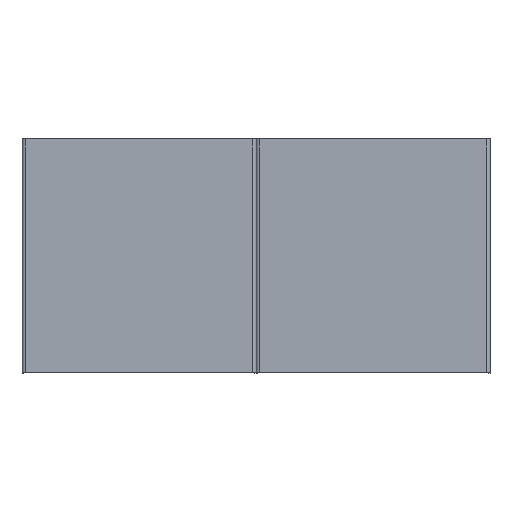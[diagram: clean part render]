
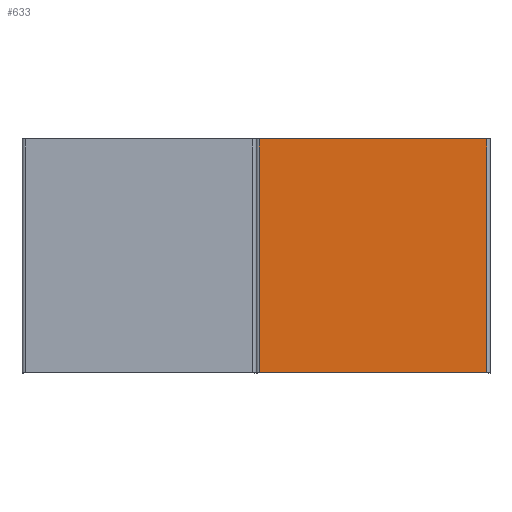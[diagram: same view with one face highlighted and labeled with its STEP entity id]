
A CAD part, top view. The second image highlights one B-rep face of the part: STEP entity #633.
In plain terms, the highlighted planar face has unit normal (0, 0, 1).
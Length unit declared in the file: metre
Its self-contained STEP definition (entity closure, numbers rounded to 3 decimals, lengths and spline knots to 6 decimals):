
#74=ORIENTED_EDGE('',*,*,#241,.T.);
#75=ORIENTED_EDGE('',*,*,#242,.F.);
#76=ORIENTED_EDGE('',*,*,#237,.F.);
#77=ORIENTED_EDGE('',*,*,#243,.T.);
#237=EDGE_CURVE('',#321,#319,#373,.T.);
#241=EDGE_CURVE('',#323,#325,#377,.T.);
#242=EDGE_CURVE('',#319,#325,#378,.F.);
#243=EDGE_CURVE('',#321,#323,#379,.T.);
#319=VERTEX_POINT('',#980);
#321=VERTEX_POINT('',#984);
#323=VERTEX_POINT('',#989);
#325=VERTEX_POINT('',#993);
#373=LINE('',#985,#445);
#377=LINE('',#994,#449);
#378=LINE('',#996,#450);
#379=LINE('',#997,#451);
#445=VECTOR('',#784,1.);
#449=VECTOR('',#790,1.);
#450=VECTOR('',#793,1.);
#451=VECTOR('',#794,1.);
#509=EDGE_LOOP('',(#74,#75,#76,#77));
#553=FACE_BOUND('',#509,.T.);
#597=PLANE('',#701);
#633=ADVANCED_FACE('',(#553),#597,.T.);
#701=AXIS2_PLACEMENT_3D('',#995,#791,#792);
#784=DIRECTION('',(1.,0.,0.));
#790=DIRECTION('',(1.,0.,0.));
#791=DIRECTION('',(0.,0.,1.));
#792=DIRECTION('',(-1.,0.,0.));
#793=DIRECTION('',(0.,1.,0.));
#794=DIRECTION('',(0.,-1.,0.));
#980=CARTESIAN_POINT('',(0.296,0.,0.05));
#984=CARTESIAN_POINT('',(0.004,0.,0.05));
#985=CARTESIAN_POINT('',(0.15,0.,0.05));
#989=CARTESIAN_POINT('',(0.004,-0.3,0.05));
#993=CARTESIAN_POINT('',(0.296,-0.3,0.05));
#994=CARTESIAN_POINT('',(0.15,-0.3,0.05));
#995=CARTESIAN_POINT('',(0.15,0.,0.05));
#996=CARTESIAN_POINT('',(0.296,0.,0.05));
#997=CARTESIAN_POINT('',(0.004,0.,0.05));
